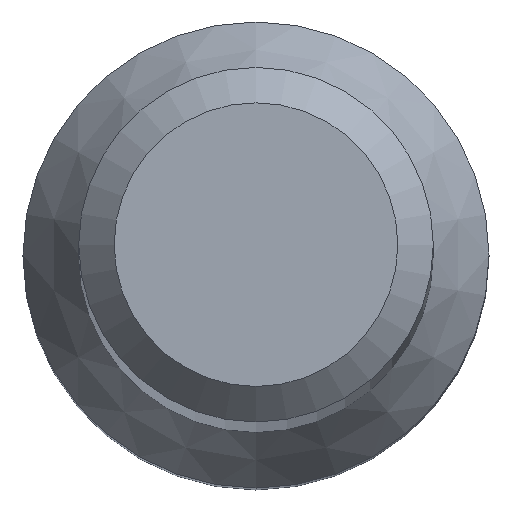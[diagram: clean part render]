
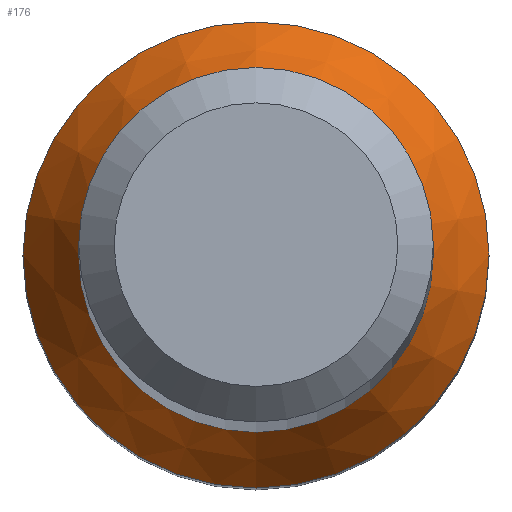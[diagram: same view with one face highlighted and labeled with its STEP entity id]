
A CAD part, top view. The second image highlights one B-rep face of the part: STEP entity #176.
In plain terms, the highlighted conical face has half-angle 30 degrees and reference radius 2.629 mm.
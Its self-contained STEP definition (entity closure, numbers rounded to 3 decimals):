
#4 = CONICAL_SURFACE ( 'NONE', #47, 2.629, 0.524 ) ;
#12 = DIRECTION ( 'NONE',  ( 0., 0., -1. ) ) ;
#16 = AXIS2_PLACEMENT_3D ( 'NONE', #90, #12, #89 ) ;
#29 = CARTESIAN_POINT ( 'NONE',  ( 0., 2., 13.992 ) ) ;
#47 = AXIS2_PLACEMENT_3D ( 'NONE', #167, #242, #131 ) ;
#78 = CIRCLE ( 'NONE', #16, 2.629 ) ;
#89 = DIRECTION ( 'NONE',  ( 0., 1., 0. ) ) ;
#90 = CARTESIAN_POINT ( 'NONE',  ( 0., 0., 12.902 ) ) ;
#98 = EDGE_LOOP ( 'NONE', ( #191 ) ) ;
#101 = CARTESIAN_POINT ( 'NONE',  ( 0., 0., 13.992 ) ) ;
#110 = AXIS2_PLACEMENT_3D ( 'NONE', #101, #164, #221 ) ;
#111 = VERTEX_POINT ( 'NONE', #150 ) ;
#131 = DIRECTION ( 'NONE',  ( 0., 1., 0. ) ) ;
#143 = EDGE_CURVE ( 'NONE', #207, #207, #214, .T. ) ;
#150 = CARTESIAN_POINT ( 'NONE',  ( 0., 2.629, 12.902 ) ) ;
#164 = DIRECTION ( 'NONE',  ( 0., 0., -1. ) ) ;
#167 = CARTESIAN_POINT ( 'NONE',  ( 0., 0., 12.902 ) ) ;
#176 = ADVANCED_FACE ( 'NONE', ( #196, #238 ), #4, .T. ) ;
#191 = ORIENTED_EDGE ( 'NONE', *, *, #143, .T. ) ;
#194 = EDGE_CURVE ( 'NONE', #111, #111, #78, .T. ) ;
#196 = FACE_BOUND ( 'NONE', #98, .T. ) ;
#207 = VERTEX_POINT ( 'NONE', #29 ) ;
#214 = CIRCLE ( 'NONE', #110, 2. ) ;
#217 = ORIENTED_EDGE ( 'NONE', *, *, #194, .F. ) ;
#221 = DIRECTION ( 'NONE',  ( 0., 1., 0. ) ) ;
#237 = EDGE_LOOP ( 'NONE', ( #217 ) ) ;
#238 = FACE_OUTER_BOUND ( 'NONE', #237, .T. ) ;
#242 = DIRECTION ( 'NONE',  ( 0., 0., -1. ) ) ;
